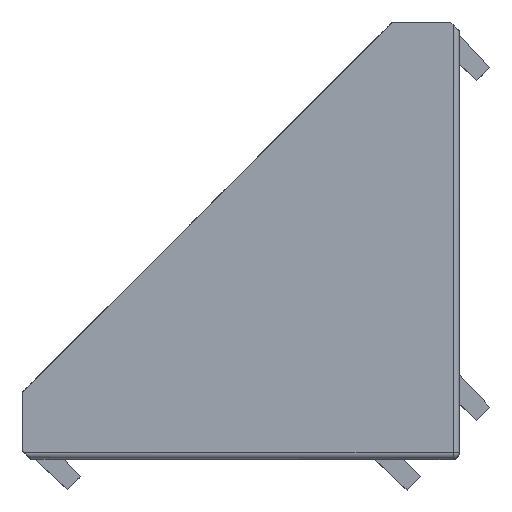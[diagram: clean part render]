
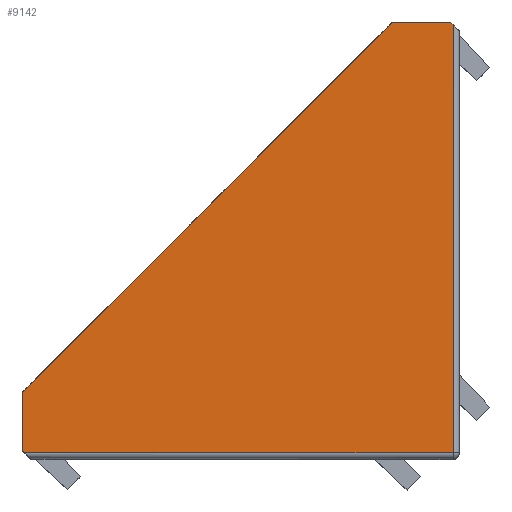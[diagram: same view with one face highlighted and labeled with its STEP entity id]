
A CAD part, top view. The second image highlights one B-rep face of the part: STEP entity #9142.
In plain terms, the highlighted planar face has unit normal (0.006, -0.006, 1).
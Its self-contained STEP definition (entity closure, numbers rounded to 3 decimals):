
#13 = CARTESIAN_POINT ( 'NONE',  ( -36., 0.7, 18.97 ) ) ;
#178 = CARTESIAN_POINT ( 'NONE',  ( -36., 5.5, 19. ) ) ;
#544 = CARTESIAN_POINT ( 'NONE',  ( -35.3, 0., 18.962 ) ) ;
#648 = ORIENTED_EDGE ( 'NONE', *, *, #5789, .T. ) ;
#738 = PLANE ( 'NONE',  #11231 ) ;
#1056 = CARTESIAN_POINT ( 'NONE',  ( -5.5, 36., 19. ) ) ;
#1565 = VECTOR ( 'NONE', #2940, 1000. ) ;
#1890 = DIRECTION ( 'NONE',  ( 0.707, -0.707, -0.009 ) ) ;
#2081 = ORIENTED_EDGE ( 'NONE', *, *, #7086, .T. ) ;
#2094 = DIRECTION ( 'NONE',  ( 1., 0., -0.006 ) ) ;
#2137 = ORIENTED_EDGE ( 'NONE', *, *, #5480, .T. ) ;
#2482 = VERTEX_POINT ( 'NONE', #6810 ) ;
#2940 = DIRECTION ( 'NONE',  ( 0., 1., 0.006 ) ) ;
#4127 = ORIENTED_EDGE ( 'NONE', *, *, #10796, .T. ) ;
#5012 = DIRECTION ( 'NONE',  ( 1., 0., -0.006 ) ) ;
#5116 = FACE_OUTER_BOUND ( 'NONE', #12726, .T. ) ;
#5480 = EDGE_CURVE ( 'NONE', #6643, #9427, #6045, .T. ) ;
#5528 = CARTESIAN_POINT ( 'NONE',  ( -36., 5.5, 19. ) ) ;
#5789 = EDGE_CURVE ( 'NONE', #9219, #2482, #13997, .T. ) ;
#6043 = VECTOR ( 'NONE', #1890, 1000. ) ;
#6045 = LINE ( 'NONE', #5528, #16477 ) ;
#6151 = CARTESIAN_POINT ( 'NONE',  ( -5.5, 36., 19. ) ) ;
#6521 = DIRECTION ( 'NONE',  ( -0.707, -0.707, 0. ) ) ;
#6643 = VERTEX_POINT ( 'NONE', #178 ) ;
#6810 = CARTESIAN_POINT ( 'NONE',  ( -0.497, 0.497, 18.75 ) ) ;
#6903 = DIRECTION ( 'NONE',  ( 0., -1., -0.006 ) ) ;
#7086 = EDGE_CURVE ( 'NONE', #17273, #15990, #13120, .T. ) ;
#7775 = CARTESIAN_POINT ( 'NONE',  ( -0.7, 36., 18.97 ) ) ;
#7869 = VECTOR ( 'NONE', #6521, 1000. ) ;
#7924 = CARTESIAN_POINT ( 'NONE',  ( -0.497, 35.797, 18.968 ) ) ;
#8124 = LINE ( 'NONE', #14805, #11361 ) ;
#8413 = CARTESIAN_POINT ( 'NONE',  ( -0.497, 35.3, 18.965 ) ) ;
#8458 = ORIENTED_EDGE ( 'NONE', *, *, #8885, .T. ) ;
#8885 = EDGE_CURVE ( 'NONE', #15504, #17273, #8124, .T. ) ;
#9142 = ADVANCED_FACE ( 'NONE', ( #5116 ), #738, .T. ) ;
#9219 = VERTEX_POINT ( 'NONE', #14483 ) ;
#9427 = VERTEX_POINT ( 'NONE', #13 ) ;
#10276 = DIRECTION ( 'NONE',  ( 0.006, -0.006, 1. ) ) ;
#10280 = EDGE_CURVE ( 'NONE', #2482, #15504, #12907, .T. ) ;
#10796 = EDGE_CURVE ( 'NONE', #9427, #9219, #13301, .T. ) ;
#11231 = AXIS2_PLACEMENT_3D ( 'NONE', #6151, #10276, #2094 ) ;
#11361 = VECTOR ( 'NONE', #13450, 1000. ) ;
#12255 = VECTOR ( 'NONE', #13620, 1000. ) ;
#12726 = EDGE_LOOP ( 'NONE', ( #4127, #648, #17626, #8458, #2081, #16596, #2137 ) ) ;
#12907 = LINE ( 'NONE', #8413, #1565 ) ;
#13120 = LINE ( 'NONE', #13556, #12255 ) ;
#13301 = LINE ( 'NONE', #544, #6043 ) ;
#13450 = DIRECTION ( 'NONE',  ( -0.707, 0.707, 0.009 ) ) ;
#13556 = CARTESIAN_POINT ( 'NONE',  ( -0.7, 36., 18.97 ) ) ;
#13620 = DIRECTION ( 'NONE',  ( -1., 0., 0.006 ) ) ;
#13997 = LINE ( 'NONE', #14545, #14416 ) ;
#14416 = VECTOR ( 'NONE', #5012, 1000. ) ;
#14483 = CARTESIAN_POINT ( 'NONE',  ( -35.797, 0.497, 18.968 ) ) ;
#14545 = CARTESIAN_POINT ( 'NONE',  ( 0., 0.497, 18.747 ) ) ;
#14805 = CARTESIAN_POINT ( 'NONE',  ( 0., 35.3, 18.962 ) ) ;
#15122 = LINE ( 'NONE', #1056, #7869 ) ;
#15504 = VERTEX_POINT ( 'NONE', #7924 ) ;
#15990 = VERTEX_POINT ( 'NONE', #16240 ) ;
#16240 = CARTESIAN_POINT ( 'NONE',  ( -5.5, 36., 19. ) ) ;
#16477 = VECTOR ( 'NONE', #6903, 1000. ) ;
#16596 = ORIENTED_EDGE ( 'NONE', *, *, #17322, .T. ) ;
#17273 = VERTEX_POINT ( 'NONE', #7775 ) ;
#17322 = EDGE_CURVE ( 'NONE', #15990, #6643, #15122, .T. ) ;
#17626 = ORIENTED_EDGE ( 'NONE', *, *, #10280, .T. ) ;
